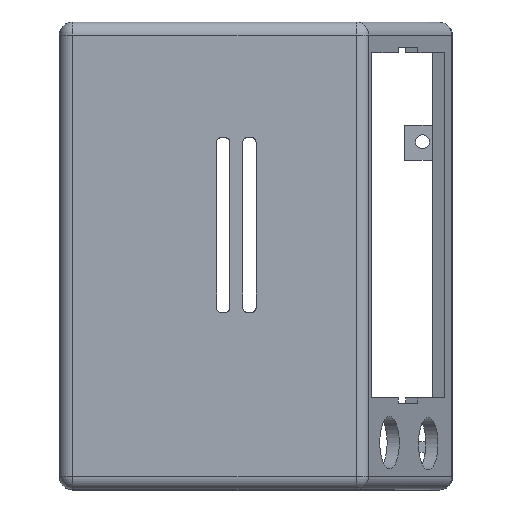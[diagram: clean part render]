
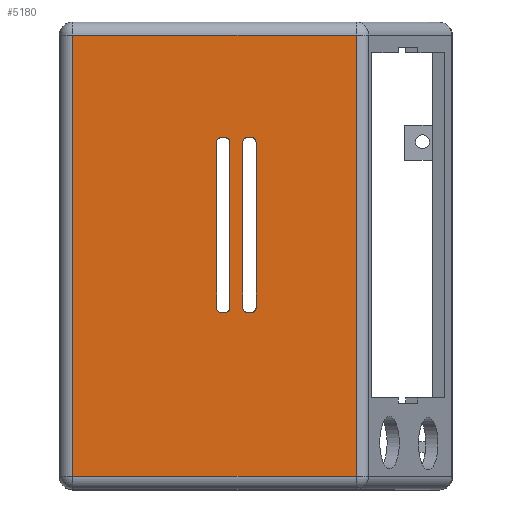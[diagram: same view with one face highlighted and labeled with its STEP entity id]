
A CAD part, top view. The second image highlights one B-rep face of the part: STEP entity #5180.
In plain terms, the highlighted planar face has unit normal (0, 0, 1).
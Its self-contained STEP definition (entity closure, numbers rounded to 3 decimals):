
#3393=CARTESIAN_POINT('Vertex',(43.,80.5,83.)) ;
#3396=CARTESIAN_POINT('Axis2P3D Location',(43.,79.5,83.)) ;
#3400=CARTESIAN_POINT('Vertex',(42.,79.5,83.)) ;
#3420=CARTESIAN_POINT('Line Origine',(42.,60.5,83.)) ;
#3424=CARTESIAN_POINT('Vertex',(42.,41.5,83.)) ;
#3448=CARTESIAN_POINT('Vertex',(44.,80.5,83.)) ;
#3451=CARTESIAN_POINT('Line Origine',(43.5,80.5,83.)) ;
#3468=CARTESIAN_POINT('Axis2P3D Location',(43.,41.5,83.)) ;
#3472=CARTESIAN_POINT('Vertex',(43.,40.5,83.)) ;
#3496=CARTESIAN_POINT('Vertex',(45.,79.5,83.)) ;
#3499=CARTESIAN_POINT('Axis2P3D Location',(44.,79.5,83.)) ;
#3516=CARTESIAN_POINT('Line Origine',(43.5,40.5,83.)) ;
#3520=CARTESIAN_POINT('Vertex',(44.,40.5,83.)) ;
#3544=CARTESIAN_POINT('Vertex',(45.,41.5,83.)) ;
#3547=CARTESIAN_POINT('Line Origine',(45.,60.5,83.)) ;
#3564=CARTESIAN_POINT('Axis2P3D Location',(44.,41.5,83.)) ;
#3585=CARTESIAN_POINT('Vertex',(37.,80.5,83.)) ;
#3588=CARTESIAN_POINT('Axis2P3D Location',(37.,79.5,83.)) ;
#3592=CARTESIAN_POINT('Vertex',(36.,79.5,83.)) ;
#3612=CARTESIAN_POINT('Line Origine',(36.,60.5,83.)) ;
#3616=CARTESIAN_POINT('Vertex',(36.,41.5,83.)) ;
#3635=CARTESIAN_POINT('Vertex',(38.,80.5,83.)) ;
#3638=CARTESIAN_POINT('Line Origine',(37.5,80.5,83.)) ;
#3655=CARTESIAN_POINT('Axis2P3D Location',(37.,41.5,83.)) ;
#3659=CARTESIAN_POINT('Vertex',(37.,40.5,83.)) ;
#3683=CARTESIAN_POINT('Vertex',(39.,79.5,83.)) ;
#3686=CARTESIAN_POINT('Axis2P3D Location',(38.,79.5,83.)) ;
#3698=CARTESIAN_POINT('Line Origine',(37.5,40.5,83.)) ;
#3702=CARTESIAN_POINT('Vertex',(38.,40.5,83.)) ;
#3726=CARTESIAN_POINT('Vertex',(39.,41.5,83.)) ;
#3729=CARTESIAN_POINT('Line Origine',(39.,60.5,83.)) ;
#3746=CARTESIAN_POINT('Axis2P3D Location',(38.,41.5,83.)) ;
#4735=CARTESIAN_POINT('Vertex',(3.,3.,83.)) ;
#4758=CARTESIAN_POINT('Vertex',(67.969,3.,83.)) ;
#4761=CARTESIAN_POINT('Line Origine',(45.,3.,83.)) ;
#5118=CARTESIAN_POINT('Line Origine',(67.969,53.5,83.)) ;
#5122=CARTESIAN_POINT('Vertex',(67.969,104.,83.)) ;
#5137=CARTESIAN_POINT('Axis2P3D Location',(70.,0.,83.)) ;
#5142=CARTESIAN_POINT('Line Origine',(35.484,104.,83.)) ;
#5146=CARTESIAN_POINT('Vertex',(3.,104.,83.)) ;
#5149=CARTESIAN_POINT('Line Origine',(3.,53.5,83.)) ;
#3397=DIRECTION('Axis2P3D Direction',(-0.,0.,1.)) ;
#3421=DIRECTION('Vector Direction',(0.,-1.,0.)) ;
#3452=DIRECTION('Vector Direction',(1.,0.,0.)) ;
#3469=DIRECTION('Axis2P3D Direction',(-0.,0.,1.)) ;
#3500=DIRECTION('Axis2P3D Direction',(-0.,0.,1.)) ;
#3517=DIRECTION('Vector Direction',(-1.,0.,0.)) ;
#3548=DIRECTION('Vector Direction',(0.,1.,0.)) ;
#3565=DIRECTION('Axis2P3D Direction',(-0.,0.,1.)) ;
#3589=DIRECTION('Axis2P3D Direction',(-0.,0.,1.)) ;
#3613=DIRECTION('Vector Direction',(0.,-1.,0.)) ;
#3639=DIRECTION('Vector Direction',(1.,0.,0.)) ;
#3656=DIRECTION('Axis2P3D Direction',(-0.,0.,1.)) ;
#3687=DIRECTION('Axis2P3D Direction',(-0.,0.,1.)) ;
#3699=DIRECTION('Vector Direction',(-1.,0.,0.)) ;
#3730=DIRECTION('Vector Direction',(0.,1.,0.)) ;
#3747=DIRECTION('Axis2P3D Direction',(-0.,0.,1.)) ;
#4762=DIRECTION('Vector Direction',(-1.,0.,0.)) ;
#5119=DIRECTION('Vector Direction',(0.,1.,0.)) ;
#5138=DIRECTION('Axis2P3D Direction',(0.,0.,-1.)) ;
#5139=DIRECTION('Axis2P3D XDirection',(-1.,0.,0.)) ;
#5143=DIRECTION('Vector Direction',(1.,0.,0.)) ;
#5150=DIRECTION('Vector Direction',(0.,1.,0.)) ;
#3398=AXIS2_PLACEMENT_3D('Circle Axis2P3D',#3396,#3397,$) ;
#3470=AXIS2_PLACEMENT_3D('Circle Axis2P3D',#3468,#3469,$) ;
#3501=AXIS2_PLACEMENT_3D('Circle Axis2P3D',#3499,#3500,$) ;
#3566=AXIS2_PLACEMENT_3D('Circle Axis2P3D',#3564,#3565,$) ;
#3590=AXIS2_PLACEMENT_3D('Circle Axis2P3D',#3588,#3589,$) ;
#3657=AXIS2_PLACEMENT_3D('Circle Axis2P3D',#3655,#3656,$) ;
#3688=AXIS2_PLACEMENT_3D('Circle Axis2P3D',#3686,#3687,$) ;
#3748=AXIS2_PLACEMENT_3D('Circle Axis2P3D',#3746,#3747,$) ;
#5140=AXIS2_PLACEMENT_3D('Plane Axis2P3D',#5137,#5138,#5139) ;
#5155=ORIENTED_EDGE('',*,*,#5148,.F.) ;
#5156=ORIENTED_EDGE('',*,*,#5153,.F.) ;
#5157=ORIENTED_EDGE('',*,*,#4765,.T.) ;
#5158=ORIENTED_EDGE('',*,*,#5124,.T.) ;
#5161=ORIENTED_EDGE('',*,*,#3690,.F.) ;
#5162=ORIENTED_EDGE('',*,*,#3733,.F.) ;
#5163=ORIENTED_EDGE('',*,*,#3750,.F.) ;
#5164=ORIENTED_EDGE('',*,*,#3704,.F.) ;
#5165=ORIENTED_EDGE('',*,*,#3661,.F.) ;
#5166=ORIENTED_EDGE('',*,*,#3618,.F.) ;
#5167=ORIENTED_EDGE('',*,*,#3594,.F.) ;
#5168=ORIENTED_EDGE('',*,*,#3642,.F.) ;
#5171=ORIENTED_EDGE('',*,*,#3503,.F.) ;
#5172=ORIENTED_EDGE('',*,*,#3551,.F.) ;
#5173=ORIENTED_EDGE('',*,*,#3568,.F.) ;
#5174=ORIENTED_EDGE('',*,*,#3522,.F.) ;
#5175=ORIENTED_EDGE('',*,*,#3474,.F.) ;
#5176=ORIENTED_EDGE('',*,*,#3426,.F.) ;
#5177=ORIENTED_EDGE('',*,*,#3402,.F.) ;
#5178=ORIENTED_EDGE('',*,*,#3455,.F.) ;
#5169=FACE_BOUND('',#5160,.T.) ;
#5179=FACE_BOUND('',#5170,.T.) ;
#3422=VECTOR('Line Direction',#3421,1.) ;
#3453=VECTOR('Line Direction',#3452,1.) ;
#3518=VECTOR('Line Direction',#3517,1.) ;
#3549=VECTOR('Line Direction',#3548,1.) ;
#3614=VECTOR('Line Direction',#3613,1.) ;
#3640=VECTOR('Line Direction',#3639,1.) ;
#3700=VECTOR('Line Direction',#3699,1.) ;
#3731=VECTOR('Line Direction',#3730,1.) ;
#4763=VECTOR('Line Direction',#4762,1.) ;
#5120=VECTOR('Line Direction',#5119,1.) ;
#5144=VECTOR('Line Direction',#5143,1.) ;
#5151=VECTOR('Line Direction',#5150,1.) ;
#5180=ADVANCED_FACE('\X2\96F64EF651E04F554F53\X0\',(#5159,#5169,#5179),#5141,.F.) ;
#3399=CIRCLE('generated circle',#3398,1.) ;
#3471=CIRCLE('generated circle',#3470,1.) ;
#3502=CIRCLE('generated circle',#3501,1.) ;
#3567=CIRCLE('generated circle',#3566,1.) ;
#3591=CIRCLE('generated circle',#3590,1.) ;
#3658=CIRCLE('generated circle',#3657,1.) ;
#3689=CIRCLE('generated circle',#3688,1.) ;
#3749=CIRCLE('generated circle',#3748,1.) ;
#3402=EDGE_CURVE('',#3394,#3401,#3399,.T.) ;
#3426=EDGE_CURVE('',#3401,#3425,#3423,.T.) ;
#3455=EDGE_CURVE('',#3449,#3394,#3454,.F.) ;
#3474=EDGE_CURVE('',#3425,#3473,#3471,.T.) ;
#3503=EDGE_CURVE('',#3497,#3449,#3502,.T.) ;
#3522=EDGE_CURVE('',#3473,#3521,#3519,.F.) ;
#3551=EDGE_CURVE('',#3545,#3497,#3550,.T.) ;
#3568=EDGE_CURVE('',#3521,#3545,#3567,.T.) ;
#3594=EDGE_CURVE('',#3586,#3593,#3591,.T.) ;
#3618=EDGE_CURVE('',#3593,#3617,#3615,.T.) ;
#3642=EDGE_CURVE('',#3636,#3586,#3641,.F.) ;
#3661=EDGE_CURVE('',#3617,#3660,#3658,.T.) ;
#3690=EDGE_CURVE('',#3684,#3636,#3689,.T.) ;
#3704=EDGE_CURVE('',#3660,#3703,#3701,.F.) ;
#3733=EDGE_CURVE('',#3727,#3684,#3732,.T.) ;
#3750=EDGE_CURVE('',#3703,#3727,#3749,.T.) ;
#4765=EDGE_CURVE('',#4736,#4759,#4764,.F.) ;
#5124=EDGE_CURVE('',#4759,#5123,#5121,.T.) ;
#5148=EDGE_CURVE('',#5147,#5123,#5145,.T.) ;
#5153=EDGE_CURVE('',#4736,#5147,#5152,.T.) ;
#5154=EDGE_LOOP('',(#5155,#5156,#5157,#5158)) ;
#5160=EDGE_LOOP('',(#5161,#5162,#5163,#5164,#5165,#5166,#5167,#5168)) ;
#5170=EDGE_LOOP('',(#5171,#5172,#5173,#5174,#5175,#5176,#5177,#5178)) ;
#5159=FACE_OUTER_BOUND('',#5154,.T.) ;
#3423=LINE('Line',#3420,#3422) ;
#3454=LINE('Line',#3451,#3453) ;
#3519=LINE('Line',#3516,#3518) ;
#3550=LINE('Line',#3547,#3549) ;
#3615=LINE('Line',#3612,#3614) ;
#3641=LINE('Line',#3638,#3640) ;
#3701=LINE('Line',#3698,#3700) ;
#3732=LINE('Line',#3729,#3731) ;
#4764=LINE('Line',#4761,#4763) ;
#5121=LINE('Line',#5118,#5120) ;
#5145=LINE('Line',#5142,#5144) ;
#5152=LINE('Line',#5149,#5151) ;
#5141=PLANE('Plane',#5140) ;
#3394=VERTEX_POINT('',#3393) ;
#3401=VERTEX_POINT('',#3400) ;
#3425=VERTEX_POINT('',#3424) ;
#3449=VERTEX_POINT('',#3448) ;
#3473=VERTEX_POINT('',#3472) ;
#3497=VERTEX_POINT('',#3496) ;
#3521=VERTEX_POINT('',#3520) ;
#3545=VERTEX_POINT('',#3544) ;
#3586=VERTEX_POINT('',#3585) ;
#3593=VERTEX_POINT('',#3592) ;
#3617=VERTEX_POINT('',#3616) ;
#3636=VERTEX_POINT('',#3635) ;
#3660=VERTEX_POINT('',#3659) ;
#3684=VERTEX_POINT('',#3683) ;
#3703=VERTEX_POINT('',#3702) ;
#3727=VERTEX_POINT('',#3726) ;
#4736=VERTEX_POINT('',#4735) ;
#4759=VERTEX_POINT('',#4758) ;
#5123=VERTEX_POINT('',#5122) ;
#5147=VERTEX_POINT('',#5146) ;
